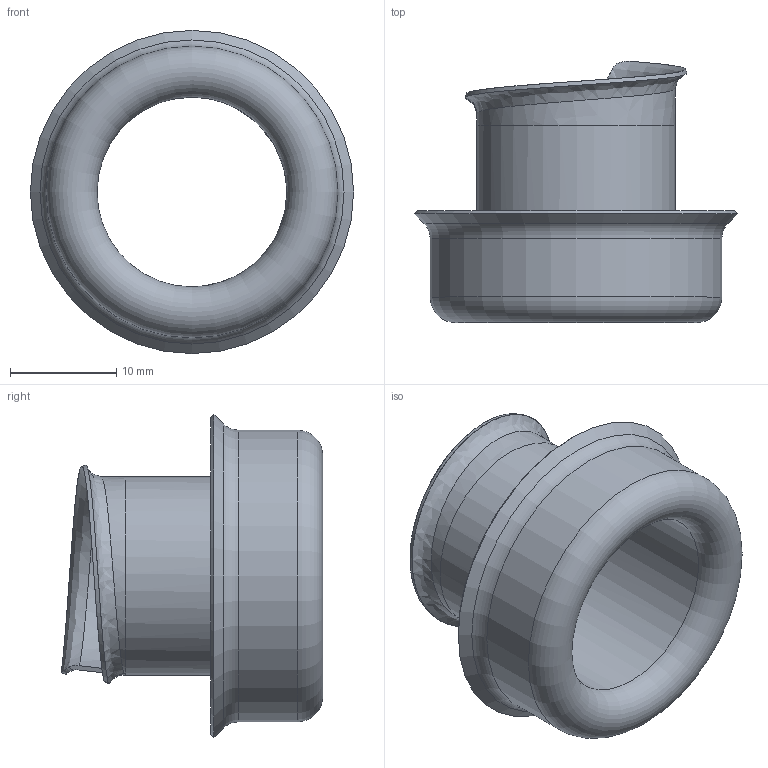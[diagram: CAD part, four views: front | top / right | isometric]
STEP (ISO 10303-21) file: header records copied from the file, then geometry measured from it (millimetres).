
FILE_DESCRIPTION(/* description */ ('Оконцеватель ОСц-20'),/* implementation_level */ '2;1');
FILE_NAME(/* name */ '',/* time_stamp */ '2024-09-11T14:15:48+07:00',/* author */ ('zeta-82'),/* organization */ ('АО "ЗЭТА"'),/* preprocessor_version */ 'ST-DEVELOPER v19.2',/* originating_system */ 'Autodesk Inventor 2024',/* authorisation */ '');
FILE_SCHEMA (('AUTOMOTIVE_DESIGN { 1 0 10303 214 3 1 1 }'));
Length unit declared in the file: millimetre
Products named in the file (1): ЗЭТА.041.012.001-01
Bounding box: 30.47 x 24.65 x 30.47 mm (x, y, z)
Volume: 963.1 mm3; surface area: 4881.7 mm2
Topology: 1 solids, 1 shells, 23 faces, 67 edges, 44 vertices
Faces by surface type: bspline 9, cylinder 5, torus 4, cone 3, plane 2
Full cylindrical faces by diameter (mm): 17.9 x1, 18.7 x1, 26.7 x1, 27.5 x1
Entity records: 1514 total; most frequent: CARTESIAN_POINT 922, ORIENTED_EDGE 134, DIRECTION 91, EDGE_CURVE 67, VERTEX_POINT 44, AXIS2_PLACEMENT_3D 41, B_SPLINE_CURVE_WITH_KNOTS 32, CIRCLE 26
